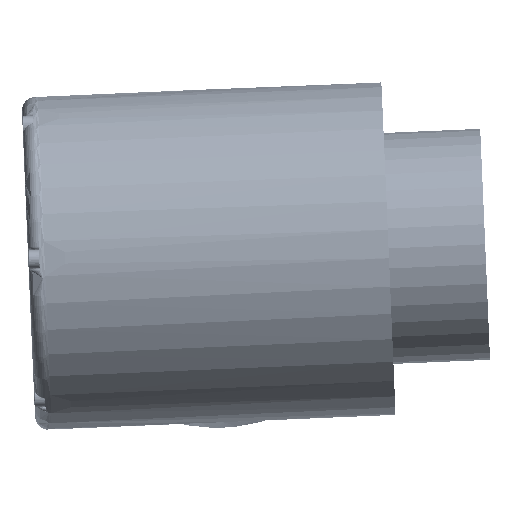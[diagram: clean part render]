
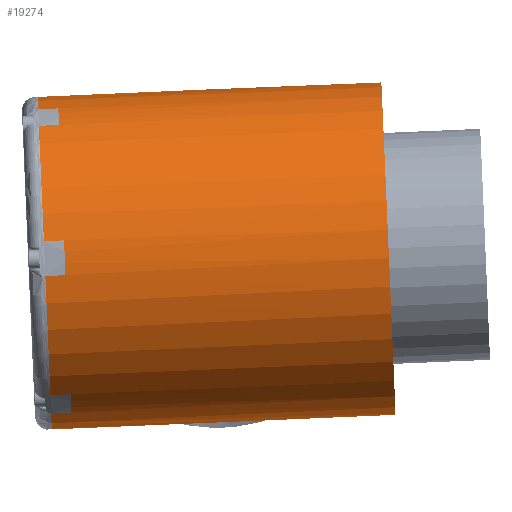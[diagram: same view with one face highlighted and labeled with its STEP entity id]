
A CAD part, left-side view. The second image highlights one B-rep face of the part: STEP entity #19274.
In plain terms, the highlighted cylindrical face has radius 62 mm (diameter 124 mm), a partial arc.
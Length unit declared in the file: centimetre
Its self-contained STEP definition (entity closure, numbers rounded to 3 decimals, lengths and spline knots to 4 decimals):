
#497=ELLIPSE('',#20645,8.9466,6.2);
#498=ELLIPSE('',#20646,8.9466,6.2);
#499=ELLIPSE('',#20659,8.9466,6.2);
#500=ELLIPSE('',#20660,8.9466,6.2);
#1139=VECTOR('',#23573,1.);
#1140=VECTOR('',#23575,1.);
#1145=VECTOR('',#23586,1.);
#1146=VECTOR('',#23588,1.);
#1149=VECTOR('',#23597,1.);
#1150=VECTOR('',#23599,1.);
#1162=VECTOR('',#23640,1.);
#1163=VECTOR('',#23642,1.);
#1166=VECTOR('',#23651,1.);
#1167=VECTOR('',#23653,1.);
#2293=LINE('',#30451,#1139);
#2294=LINE('',#30453,#1140);
#2299=LINE('',#30467,#1145);
#2300=LINE('',#30469,#1146);
#2303=LINE('',#30479,#1149);
#2304=LINE('',#30481,#1150);
#2316=LINE('',#30768,#1162);
#2317=LINE('',#30770,#1163);
#2320=LINE('',#30780,#1166);
#2321=LINE('',#30782,#1167);
#4793=CYLINDRICAL_SURFACE('',#20661,6.2);
#5492=VERTEX_POINT('',#27574);
#5493=VERTEX_POINT('',#27575);
#5538=VERTEX_POINT('',#27954);
#5539=VERTEX_POINT('',#27956);
#5674=VERTEX_POINT('',#29526);
#5675=VERTEX_POINT('',#29527);
#5681=VERTEX_POINT('',#29545);
#5682=VERTEX_POINT('',#29546);
#5776=VERTEX_POINT('',#30363);
#5777=VERTEX_POINT('',#30365);
#5790=VERTEX_POINT('',#30444);
#5791=VERTEX_POINT('',#30445);
#5792=VERTEX_POINT('',#30450);
#5793=VERTEX_POINT('',#30454);
#5794=VERTEX_POINT('',#30456);
#5796=VERTEX_POINT('',#30462);
#5797=VERTEX_POINT('',#30463);
#5799=VERTEX_POINT('',#30474);
#5800=VERTEX_POINT('',#30475);
#5808=VERTEX_POINT('',#30537);
#5809=VERTEX_POINT('',#30538);
#5811=VERTEX_POINT('',#30763);
#5812=VERTEX_POINT('',#30764);
#5814=VERTEX_POINT('',#30775);
#5815=VERTEX_POINT('',#30776);
#5816=VERTEX_POINT('',#30783);
#7304=CIRCLE('',#20297,6.2);
#7320=CIRCLE('',#20372,6.2);
#7422=CIRCLE('',#20621,6.2);
#7424=CIRCLE('',#20626,6.2);
#7426=CIRCLE('',#20631,6.2);
#7433=CIRCLE('',#20649,6.2);
#7435=CIRCLE('',#20654,6.2);
#8417=EDGE_CURVE('',#5493,#5492,#7304,.T.);
#8509=EDGE_CURVE('',#5539,#5538,#7320,.T.);
#8679=EDGE_CURVE('',#5675,#5674,#7320,.T.);
#8690=EDGE_CURVE('',#5682,#5681,#7320,.T.);
#8897=EDGE_CURVE('',#5790,#5791,#7422,.T.);
#8901=EDGE_CURVE('',#5791,#5792,#2293,.T.);
#8902=EDGE_CURVE('',#5793,#5790,#2294,.T.);
#8904=EDGE_CURVE('',#5794,#5793,#7320,.T.);
#8907=EDGE_CURVE('',#5796,#5797,#7424,.T.);
#8910=EDGE_CURVE('',#5797,#5794,#2299,.T.);
#8911=EDGE_CURVE('',#5538,#5796,#2300,.T.);
#8913=EDGE_CURVE('',#5799,#5800,#7426,.T.);
#8916=EDGE_CURVE('',#5800,#5539,#2303,.T.);
#8917=EDGE_CURVE('',#5681,#5799,#2304,.T.);
#8933=EDGE_CURVE('',#5809,#5808,#7320,.T.);
#8936=EDGE_CURVE('',#5777,#5808,#497,.T.);
#8937=EDGE_CURVE('',#5682,#5776,#498,.T.);
#8939=EDGE_CURVE('',#5811,#5812,#7433,.T.);
#8942=EDGE_CURVE('',#5812,#5809,#2316,.T.);
#8943=EDGE_CURVE('',#5674,#5811,#2317,.T.);
#8945=EDGE_CURVE('',#5814,#5815,#7435,.T.);
#8948=EDGE_CURVE('',#5815,#5675,#2320,.T.);
#8949=EDGE_CURVE('',#5816,#5814,#2321,.T.);
#8951=EDGE_CURVE('',#5492,#5777,#499,.T.);
#8952=EDGE_CURVE('',#5776,#5493,#500,.T.);
#8953=EDGE_CURVE('',#5792,#5816,#7320,.T.);
#12602=ORIENTED_EDGE('',*,*,#8901,.T.);
#12603=ORIENTED_EDGE('',*,*,#8953,.T.);
#12604=ORIENTED_EDGE('',*,*,#8949,.T.);
#12605=ORIENTED_EDGE('',*,*,#8945,.T.);
#12606=ORIENTED_EDGE('',*,*,#8948,.T.);
#12607=ORIENTED_EDGE('',*,*,#8679,.T.);
#12608=ORIENTED_EDGE('',*,*,#8943,.T.);
#12609=ORIENTED_EDGE('',*,*,#8939,.T.);
#12610=ORIENTED_EDGE('',*,*,#8942,.T.);
#12611=ORIENTED_EDGE('',*,*,#8933,.T.);
#12612=ORIENTED_EDGE('',*,*,#8936,.F.);
#12613=ORIENTED_EDGE('',*,*,#8951,.F.);
#12614=ORIENTED_EDGE('',*,*,#8417,.F.);
#12615=ORIENTED_EDGE('',*,*,#8952,.F.);
#12616=ORIENTED_EDGE('',*,*,#8937,.F.);
#12617=ORIENTED_EDGE('',*,*,#8690,.T.);
#12618=ORIENTED_EDGE('',*,*,#8917,.T.);
#12619=ORIENTED_EDGE('',*,*,#8913,.T.);
#12620=ORIENTED_EDGE('',*,*,#8916,.T.);
#12621=ORIENTED_EDGE('',*,*,#8509,.T.);
#12622=ORIENTED_EDGE('',*,*,#8911,.T.);
#12623=ORIENTED_EDGE('',*,*,#8907,.T.);
#12624=ORIENTED_EDGE('',*,*,#8910,.T.);
#12625=ORIENTED_EDGE('',*,*,#8904,.T.);
#12626=ORIENTED_EDGE('',*,*,#8902,.T.);
#12627=ORIENTED_EDGE('',*,*,#8897,.T.);
#16734=EDGE_LOOP('',(#12602,#12603,#12604,#12605,#12606,#12607,#12608,#12609,
#12610,#12611,#12612,#12613,#12614,#12615,#12616,#12617,#12618,#12619,#12620,
#12621,#12622,#12623,#12624,#12625,#12626,#12627));
#18039=FACE_BOUND('',#16734,.T.);
#19274=ADVANCED_FACE('',(#18039),#4793,.T.);
#20297=AXIS2_PLACEMENT_3D('',#27576,#22733,#22734);
#20372=AXIS2_PLACEMENT_3D('',#27955,#22931,#22932);
#20621=AXIS2_PLACEMENT_3D('',#30443,#23567,#23568);
#20626=AXIS2_PLACEMENT_3D('',#30461,#23581,#23582);
#20631=AXIS2_PLACEMENT_3D('',#30473,#23592,#23593);
#20645=AXIS2_PLACEMENT_3D('',#30649,#23628,#23629);
#20646=AXIS2_PLACEMENT_3D('',#30758,#23630,#23631);
#20649=AXIS2_PLACEMENT_3D('',#30762,#23635,#23636);
#20654=AXIS2_PLACEMENT_3D('',#30774,#23646,#23647);
#20659=AXIS2_PLACEMENT_3D('',#30895,#23657,#23658);
#20660=AXIS2_PLACEMENT_3D('',#30896,#23659,#23660);
#20661=AXIS2_PLACEMENT_3D('',#30897,#23661,#23662);
#22733=DIRECTION('',(0.,-1.,0.));
#22734=DIRECTION('',(6.2,0.,0.));
#22931=DIRECTION('',(0.,-1.,0.));
#22932=DIRECTION('',(6.2,0.,0.));
#23567=DIRECTION('',(0.,-1.,0.));
#23568=DIRECTION('',(6.2,0.,0.));
#23573=DIRECTION('',(0.,1.,0.));
#23575=DIRECTION('',(0.,-1.,0.));
#23581=DIRECTION('',(0.,-1.,0.));
#23582=DIRECTION('',(6.2,0.,0.));
#23586=DIRECTION('',(0.,1.,0.));
#23588=DIRECTION('',(0.,-1.,0.));
#23592=DIRECTION('',(0.,-1.,0.));
#23593=DIRECTION('',(6.2,0.,0.));
#23597=DIRECTION('',(0.,1.,0.));
#23599=DIRECTION('',(0.,-1.,0.));
#23628=DIRECTION('',(0.721,-0.693,0.));
#23629=DIRECTION('',(6.2,6.45,0.));
#23630=DIRECTION('',(0.721,-0.693,0.));
#23631=DIRECTION('',(6.2,6.45,0.));
#23635=DIRECTION('',(0.,-1.,0.));
#23636=DIRECTION('',(6.2,0.,0.));
#23640=DIRECTION('',(0.,1.,0.));
#23642=DIRECTION('',(0.,-1.,0.));
#23646=DIRECTION('',(0.,-1.,0.));
#23647=DIRECTION('',(6.2,0.,0.));
#23651=DIRECTION('',(0.,1.,0.));
#23653=DIRECTION('',(0.,-1.,0.));
#23657=DIRECTION('',(0.721,0.693,0.));
#23658=DIRECTION('',(6.2,-6.45,0.));
#23659=DIRECTION('',(0.721,0.693,0.));
#23660=DIRECTION('',(6.2,-6.45,0.));
#23661=DIRECTION('',(0.,-1.,0.));
#23662=DIRECTION('',(6.2,0.,0.));
#27574=CARTESIAN_POINT('',(6.1519,0.,-0.7705));
#27575=CARTESIAN_POINT('',(6.1519,0.,0.7705));
#27576=CARTESIAN_POINT('',(0.,0.,0.));
#27954=CARTESIAN_POINT('',(-2.5218,12.8,5.664));
#27955=CARTESIAN_POINT('',(0.,12.8,0.));
#27956=CARTESIAN_POINT('',(2.5218,12.8,5.664));
#29526=CARTESIAN_POINT('',(2.5218,12.8,-5.664));
#29527=CARTESIAN_POINT('',(-2.5218,12.8,-5.664));
#29545=CARTESIAN_POINT('',(3.6443,12.8,5.0159));
#29546=CARTESIAN_POINT('',(6.1519,12.8,0.7705));
#30363=CARTESIAN_POINT('',(0.,6.4,6.2));
#30365=CARTESIAN_POINT('',(0.,6.4,-6.2));
#30443=CARTESIAN_POINT('',(0.,12.05,0.));
#30444=CARTESIAN_POINT('',(-6.166,12.05,0.6481));
#30445=CARTESIAN_POINT('',(-6.166,12.05,-0.6481));
#30450=CARTESIAN_POINT('',(-6.166,12.8,-0.6481));
#30451=CARTESIAN_POINT('',(-6.166,12.425,-0.6481));
#30453=CARTESIAN_POINT('',(-6.166,12.8,0.6481));
#30454=CARTESIAN_POINT('',(-6.166,12.8,0.6481));
#30456=CARTESIAN_POINT('',(-3.6443,12.8,5.0159));
#30461=CARTESIAN_POINT('',(0.,12.05,0.));
#30462=CARTESIAN_POINT('',(-2.5218,12.05,5.664));
#30463=CARTESIAN_POINT('',(-3.6443,12.05,5.0159));
#30467=CARTESIAN_POINT('',(-3.6443,12.425,5.0159));
#30469=CARTESIAN_POINT('',(-2.5218,12.8,5.664));
#30473=CARTESIAN_POINT('',(0.,12.05,0.));
#30474=CARTESIAN_POINT('',(3.6443,12.05,5.0159));
#30475=CARTESIAN_POINT('',(2.5218,12.05,5.664));
#30479=CARTESIAN_POINT('',(2.5218,12.425,5.664));
#30481=CARTESIAN_POINT('',(3.6443,12.8,5.0159));
#30537=CARTESIAN_POINT('',(6.1519,12.8,-0.7705));
#30538=CARTESIAN_POINT('',(3.6443,12.8,-5.0159));
#30649=CARTESIAN_POINT('',(0.,6.4,0.));
#30758=CARTESIAN_POINT('',(0.,6.4,0.));
#30762=CARTESIAN_POINT('',(0.,12.05,0.));
#30763=CARTESIAN_POINT('',(2.5218,12.05,-5.664));
#30764=CARTESIAN_POINT('',(3.6443,12.05,-5.0159));
#30768=CARTESIAN_POINT('',(3.6443,12.425,-5.0159));
#30770=CARTESIAN_POINT('',(2.5218,12.8,-5.664));
#30774=CARTESIAN_POINT('',(0.,12.05,0.));
#30775=CARTESIAN_POINT('',(-3.6443,12.05,-5.0159));
#30776=CARTESIAN_POINT('',(-2.5218,12.05,-5.664));
#30780=CARTESIAN_POINT('',(-2.5218,12.425,-5.664));
#30782=CARTESIAN_POINT('',(-3.6443,12.8,-5.0159));
#30783=CARTESIAN_POINT('',(-3.6443,12.8,-5.0159));
#30895=CARTESIAN_POINT('',(0.,6.4,0.));
#30896=CARTESIAN_POINT('',(0.,6.4,0.));
#30897=CARTESIAN_POINT('',(0.,6.4,0.));
